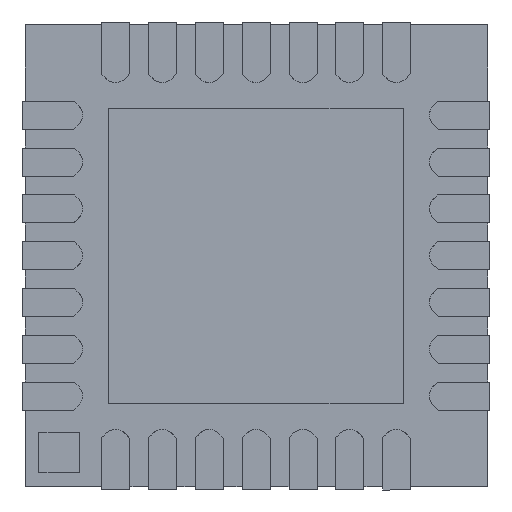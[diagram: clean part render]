
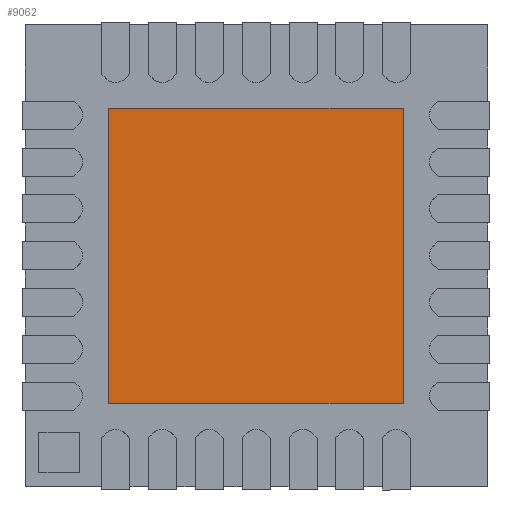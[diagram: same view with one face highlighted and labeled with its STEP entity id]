
A CAD part, front view. The second image highlights one B-rep face of the part: STEP entity #9062.
In plain terms, the highlighted planar face has unit normal (0, -1, 0).
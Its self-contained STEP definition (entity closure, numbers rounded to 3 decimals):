
#225 = VERTEX_POINT ( 'NONE', #4802 ) ;
#295 = VERTEX_POINT ( 'NONE', #5531 ) ;
#667 = ORIENTED_EDGE ( 'NONE', *, *, #4379, .F. ) ;
#1183 = LINE ( 'NONE', #1611, #14429 ) ;
#1611 = CARTESIAN_POINT ( 'NONE',  ( 3.795, 0., 3.077 ) ) ;
#2297 = DIRECTION ( 'NONE',  ( 0., 1., 0. ) ) ;
#2794 = VERTEX_POINT ( 'NONE', #13506 ) ;
#4069 = CARTESIAN_POINT ( 'NONE',  ( 3.795, 0., 3.077 ) ) ;
#4379 = EDGE_CURVE ( 'NONE', #295, #17477, #18287, .T. ) ;
#4802 = CARTESIAN_POINT ( 'NONE',  ( 0.645, 0., 3.077 ) ) ;
#5160 = DIRECTION ( 'NONE',  ( 1., 0., 0. ) ) ;
#5531 = CARTESIAN_POINT ( 'NONE',  ( 3.795, 0., -0.077 ) ) ;
#5655 = EDGE_CURVE ( 'NONE', #2794, #295, #9510, .T. ) ;
#6307 = DIRECTION ( 'NONE',  ( -1., 0., 0. ) ) ;
#6681 = VECTOR ( 'NONE', #6307, 1000. ) ;
#6735 = ORIENTED_EDGE ( 'NONE', *, *, #15059, .F. ) ;
#7365 = CARTESIAN_POINT ( 'NONE',  ( 0.645, 0., -0.077 ) ) ;
#9062 = ADVANCED_FACE ( 'NONE', ( #14049 ), #14322, .F. ) ;
#9228 = EDGE_LOOP ( 'NONE', ( #15449, #667, #17761, #6735 ) ) ;
#9510 = LINE ( 'NONE', #4069, #13538 ) ;
#9916 = LINE ( 'NONE', #22082, #13953 ) ;
#10314 = EDGE_CURVE ( 'NONE', #17477, #225, #9916, .T. ) ;
#11336 = AXIS2_PLACEMENT_3D ( 'NONE', #12641, #2297, #14395 ) ;
#12641 = CARTESIAN_POINT ( 'NONE',  ( 0.645, 0., -0.077 ) ) ;
#13481 = DIRECTION ( 'NONE',  ( 0., 0., 1. ) ) ;
#13506 = CARTESIAN_POINT ( 'NONE',  ( 3.795, 0., 3.077 ) ) ;
#13538 = VECTOR ( 'NONE', #14366, 1000. ) ;
#13953 = VECTOR ( 'NONE', #13481, 1000. ) ;
#14049 = FACE_OUTER_BOUND ( 'NONE', #9228, .T. ) ;
#14322 = PLANE ( 'NONE',  #11336 ) ;
#14366 = DIRECTION ( 'NONE',  ( 0., 0., -1. ) ) ;
#14395 = DIRECTION ( 'NONE',  ( 0., 0., 1. ) ) ;
#14429 = VECTOR ( 'NONE', #5160, 1000. ) ;
#15059 = EDGE_CURVE ( 'NONE', #225, #2794, #1183, .T. ) ;
#15449 = ORIENTED_EDGE ( 'NONE', *, *, #10314, .F. ) ;
#17477 = VERTEX_POINT ( 'NONE', #7365 ) ;
#17761 = ORIENTED_EDGE ( 'NONE', *, *, #5655, .F. ) ;
#18287 = LINE ( 'NONE', #20200, #6681 ) ;
#20200 = CARTESIAN_POINT ( 'NONE',  ( 3.795, 0., -0.077 ) ) ;
#22082 = CARTESIAN_POINT ( 'NONE',  ( 0.645, 0., 3.077 ) ) ;
